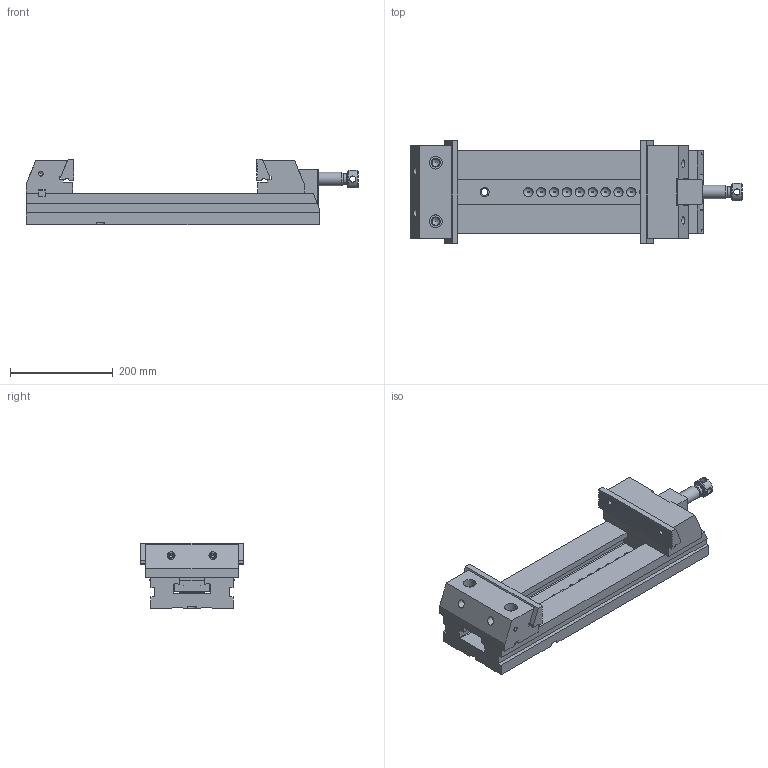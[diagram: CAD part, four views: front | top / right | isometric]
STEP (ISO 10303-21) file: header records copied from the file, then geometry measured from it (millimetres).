
FILE_DESCRIPTION(/* description */ (''),/* implementation_level */ '2;1');
FILE_NAME(/* name */ 'PRD_200S_Mordaza.stp',/* time_stamp */ '2014-05-26T18:07:51+02:00',/* author */ (''),/* organization */ (''),/* preprocessor_version */ 'ST-DEVELOPER v15',/* originating_system */ 'SIEMENS PLM Software NX 9.0',/* authorisation */ '');
FILE_SCHEMA (('CONFIG_CONTROL_DESIGN'));
Length unit declared in the file: millimetre
Products named in the file (2): 30150070 Montaje Taco Hus; PRD_200S_Mordaza
Assembly tree (1 placements, depth 2):
  PRD_200S_Mordaza
    30150070 Montaje Taco Hus
Bounding box: 645 x 200 x 126.95 mm (x, y, z)
Volume: 6260641.7 mm3; surface area: 649820.5 mm2
Topology: 11 solids, 11 shells, 465 faces, 1281 edges, 850 vertices
Faces by surface type: plane 269, cylinder 130, cone 48, sphere 15, torus 3
Full cylindrical faces by diameter (mm): 4.351 x1, 5.188 x5, 6.985 x4, 8.5 x4, 8.782 x6, 10 x4, 10.579 x3, 12 x4, 12.376 x2, 13 x5, 14.376 x2, 15 x6, 16 x2, 16.5 x1, 17 x2, 18 x2, 19 x3, 20 x3, 21.25 x1, 23 x2, 25 x2, 26 x1, 30 x2, 33.8 x1, 34 x3
Entity records: 14244 total; most frequent: CARTESIAN_POINT 2991, DIRECTION 2233, ORIENTED_EDGE 2110, EDGE_CURVE 1055, VERTEX_POINT 789, AXIS2_PLACEMENT_3D 767, LINE 699, VECTOR 699
